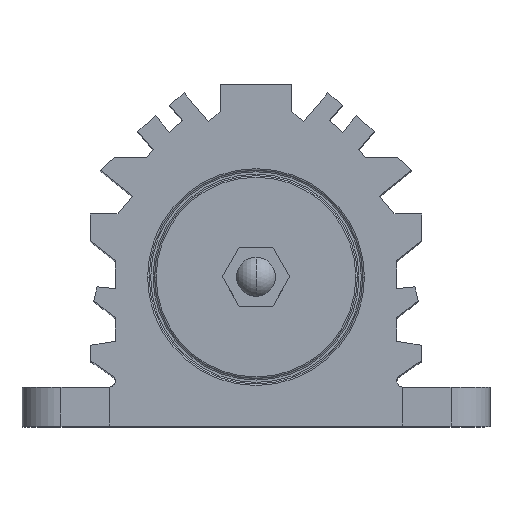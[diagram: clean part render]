
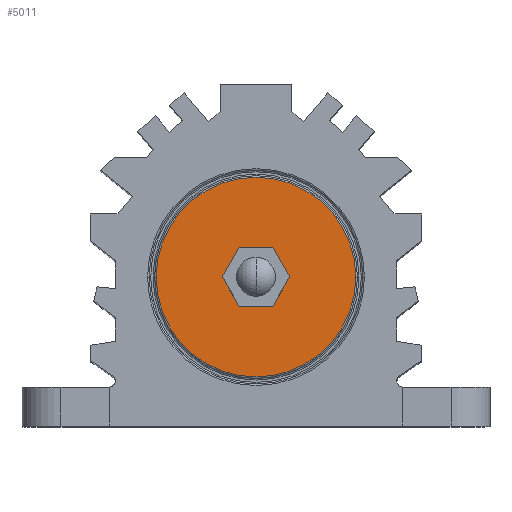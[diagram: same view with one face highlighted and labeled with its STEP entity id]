
A CAD part, top view. The second image highlights one B-rep face of the part: STEP entity #5011.
In plain terms, the highlighted planar face has unit normal (0, 0, 1).
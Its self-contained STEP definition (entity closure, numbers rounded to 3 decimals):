
#408 = CARTESIAN_POINT ( 'NONE',  ( 16.26, 0., 57.15 ) ) ;
#410 = CARTESIAN_POINT ( 'NONE',  ( -16.26, 0., 57.15 ) ) ;
#997 = EDGE_CURVE ( 'NONE', #7282, #7284, #6451, .T. ) ;
#1055 = ORIENTED_EDGE ( 'NONE', *, *, #6018, .T. ) ;
#1061 = ORIENTED_EDGE ( 'NONE', *, *, #6014, .T. ) ;
#1063 = ORIENTED_EDGE ( 'NONE', *, *, #997, .T. ) ;
#2375 = CARTESIAN_POINT ( 'NONE',  ( 3.161, 0., 57.15 ) ) ;
#2672 = CARTESIAN_POINT ( 'NONE',  ( -3.161, 0., 57.15 ) ) ;
#3017 = CARTESIAN_POINT ( 'NONE',  ( 0., 0., 57.15 ) ) ;
#3018 = DIRECTION ( 'NONE',  ( 0., 0., 1. ) ) ;
#3019 = DIRECTION ( 'NONE',  ( 1., 0., 0. ) ) ;
#3175 = VERTEX_POINT ( 'NONE', #2375 ) ;
#3381 = VERTEX_POINT ( 'NONE', #2672 ) ;
#3653 = FACE_OUTER_BOUND ( 'NONE', #6810, .T. ) ;
#3657 = FACE_BOUND ( 'NONE', #6820, .T. ) ;
#3919 = CIRCLE ( 'NONE', #6870, 3.161 ) ;
#3923 = CIRCLE ( 'NONE', #6872, 3.161 ) ;
#3929 = CIRCLE ( 'NONE', #6876, 16.26 ) ;
#4685 = CARTESIAN_POINT ( 'NONE',  ( 0., 0., 57.15 ) ) ;
#4686 = DIRECTION ( 'NONE',  ( 0., 0., -1. ) ) ;
#4687 = DIRECTION ( 'NONE',  ( 1., 0., 0. ) ) ;
#4693 = CARTESIAN_POINT ( 'NONE',  ( 0., 0., 57.15 ) ) ;
#4694 = DIRECTION ( 'NONE',  ( 0., 0., -1. ) ) ;
#4695 = DIRECTION ( 'NONE',  ( 1., 0., 0. ) ) ;
#4706 = CARTESIAN_POINT ( 'NONE',  ( 0., 0., 57.15 ) ) ;
#4707 = DIRECTION ( 'NONE',  ( 0., 0., 1. ) ) ;
#4708 = DIRECTION ( 'NONE',  ( 1., 0., 0. ) ) ;
#5011 = ADVANCED_FACE ( 'NONE', ( #3653, #3657 ), #5178, .T. ) ;
#5178 = PLANE ( 'NONE',  #6230 ) ;
#5185 = CARTESIAN_POINT ( 'NONE',  ( 0., 0., 57.15 ) ) ;
#5186 = DIRECTION ( 'NONE',  ( 0., 0., 1. ) ) ;
#5187 = DIRECTION ( 'NONE',  ( -1., 0., 0. ) ) ;
#5320 = AXIS2_PLACEMENT_3D ( 'NONE', #3017, #3018, #3019 ) ;
#6010 = EDGE_CURVE ( 'NONE', #3381, #3175, #3919, .T. ) ;
#6014 = EDGE_CURVE ( 'NONE', #3175, #3381, #3923, .T. ) ;
#6018 = EDGE_CURVE ( 'NONE', #7284, #7282, #3929, .T. ) ;
#6030 = ORIENTED_EDGE ( 'NONE', *, *, #6010, .T. ) ;
#6230 = AXIS2_PLACEMENT_3D ( 'NONE', #5185, #5186, #5187 ) ;
#6451 = CIRCLE ( 'NONE', #5320, 16.26 ) ;
#6810 = EDGE_LOOP ( 'NONE', ( #1063, #1055 ) ) ;
#6820 = EDGE_LOOP ( 'NONE', ( #1061, #6030 ) ) ;
#6870 = AXIS2_PLACEMENT_3D ( 'NONE', #4685, #4686, #4687 ) ;
#6872 = AXIS2_PLACEMENT_3D ( 'NONE', #4693, #4694, #4695 ) ;
#6876 = AXIS2_PLACEMENT_3D ( 'NONE', #4706, #4707, #4708 ) ;
#7282 = VERTEX_POINT ( 'NONE', #408 ) ;
#7284 = VERTEX_POINT ( 'NONE', #410 ) ;
